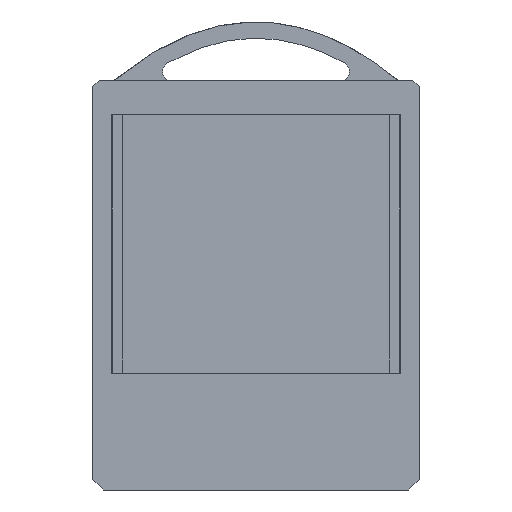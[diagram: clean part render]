
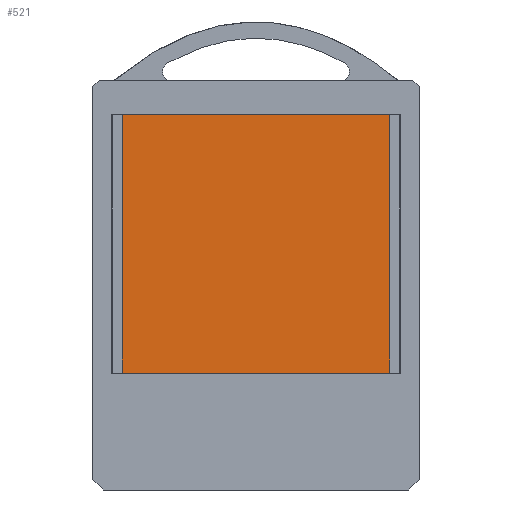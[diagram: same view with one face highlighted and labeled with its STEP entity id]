
A CAD part, front view. The second image highlights one B-rep face of the part: STEP entity #521.
In plain terms, the highlighted planar face has unit normal (0, -1, 0).
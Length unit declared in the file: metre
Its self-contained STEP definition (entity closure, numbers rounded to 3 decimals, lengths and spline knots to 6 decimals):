
#521 = ADVANCED_FACE( '', ( #1179 ), #1180, .F. );
#1179 = FACE_OUTER_BOUND( '', #2095, .T. );
#1180 = PLANE( '', #2096 );
#2095 = EDGE_LOOP( '', ( #3609, #3610, #3611, #3612 ) );
#2096 = AXIS2_PLACEMENT_3D( '', #3613, #3614, #3615 );
#3609 = ORIENTED_EDGE( '', *, *, #5213, .F. );
#3610 = ORIENTED_EDGE( '', *, *, #5295, .F. );
#3611 = ORIENTED_EDGE( '', *, *, #4876, .T. );
#3612 = ORIENTED_EDGE( '', *, *, #5296, .T. );
#3613 = CARTESIAN_POINT( '', ( 0., -0.03, 0.1359 ) );
#3614 = DIRECTION( '', ( 0., 1., 0. ) );
#3615 = DIRECTION( '', ( 0., 0., 1. ) );
#4876 = EDGE_CURVE( '', #5853, #5851, #5854, .T. );
#5213 = EDGE_CURVE( '', #6387, #6383, #6389, .T. );
#5295 = EDGE_CURVE( '', #5853, #6387, #6501, .T. );
#5296 = EDGE_CURVE( '', #5851, #6383, #6502, .T. );
#5851 = VERTEX_POINT( '', #7242 );
#5853 = VERTEX_POINT( '', #7245 );
#5854 = LINE( '', #7246, #7247 );
#6383 = VERTEX_POINT( '', #8060 );
#6387 = VERTEX_POINT( '', #8066 );
#6389 = LINE( '', #8069, #8070 );
#6501 = LINE( '', #8253, #8254 );
#6502 = LINE( '', #8255, #8256 );
#7242 = CARTESIAN_POINT( '', ( -0.06567, -0.03, 0.0059 ) );
#7245 = CARTESIAN_POINT( '', ( -0.06567, -0.03, 0.1359 ) );
#7246 = CARTESIAN_POINT( '', ( -0.06567, -0.03, 0.070885 ) );
#7247 = VECTOR( '', #8983, 1. );
#8060 = CARTESIAN_POINT( '', ( 0.06567, -0.03, 0.0059 ) );
#8066 = CARTESIAN_POINT( '', ( 0.06567, -0.03, 0.1359 ) );
#8069 = CARTESIAN_POINT( '', ( 0.06567, -0.03, 0.070885 ) );
#8070 = VECTOR( '', #9332, 1. );
#8253 = CARTESIAN_POINT( '', ( 0., -0.03, 0.1359 ) );
#8254 = VECTOR( '', #9410, 1. );
#8255 = CARTESIAN_POINT( '', ( 0., -0.03, 0.0059 ) );
#8256 = VECTOR( '', #9411, 1. );
#8983 = DIRECTION( '', ( 0., 0., -1. ) );
#9332 = DIRECTION( '', ( 0., 0., -1. ) );
#9410 = DIRECTION( '', ( 1., 0., 0. ) );
#9411 = DIRECTION( '', ( 1., 0., 0. ) );
